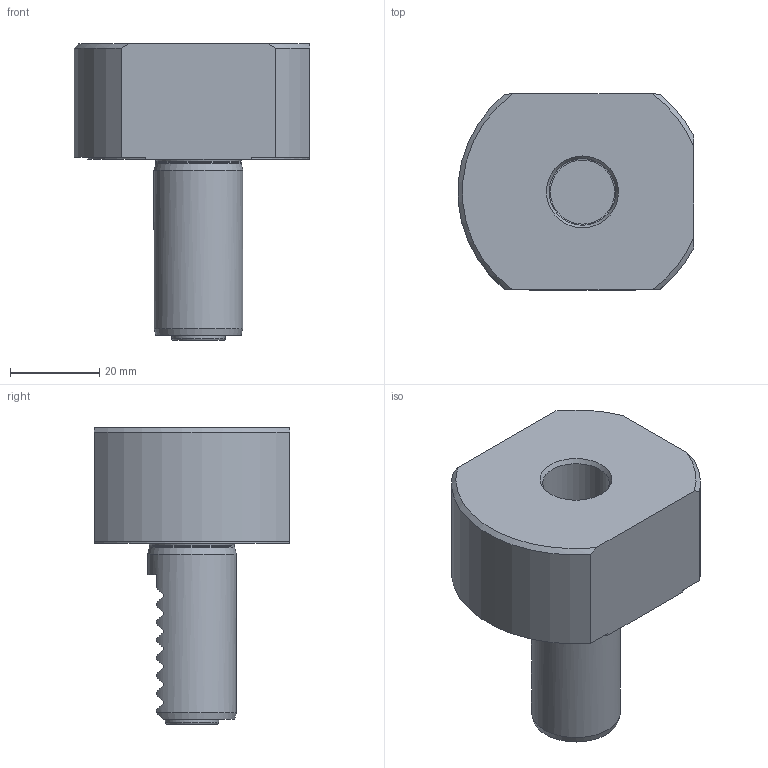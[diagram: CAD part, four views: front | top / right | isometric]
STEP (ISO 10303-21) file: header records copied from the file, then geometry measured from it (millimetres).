
FILE_DESCRIPTION(/* description */ (''),/* implementation_level */ '2;1');
FILE_NAME(/* name */ 'W1100001A.stp',/* time_stamp */ '2009-04-07T09:12:21+02:00',/* author */ (''),/* organization */ (''),/* preprocessor_version */ 'ST-DEVELOPER v11',/* originating_system */ 'UGS - NX 5.0',/* authorisation */ '');
FILE_SCHEMA (('AUTOMOTIVE_DESIGN { 1 0 10303 214 0 1 1 1 }'));
Length unit declared in the file: millimetre
Products named in the file (1): KrisC787vxzb
Bounding box: 52.91 x 44 x 66.62 mm (x, y, z)
Volume: 63020.3 mm3; surface area: 12212.2 mm2
Topology: 1 solids, 1 shells, 80 faces, 200 edges, 127 vertices
Faces by surface type: plane 43, cylinder 17, cone 14, torus 6
Full cylindrical faces by diameter (mm): 12 x1, 15 x1, 15.6 x1, 19.1 x1, 20 x1
Entity records: 2528 total; most frequent: CARTESIAN_POINT 681, DIRECTION 388, ORIENTED_EDGE 358, EDGE_CURVE 179, AXIS2_PLACEMENT_3D 154, VERTEX_POINT 121, EDGE_LOOP 100, LINE 80
